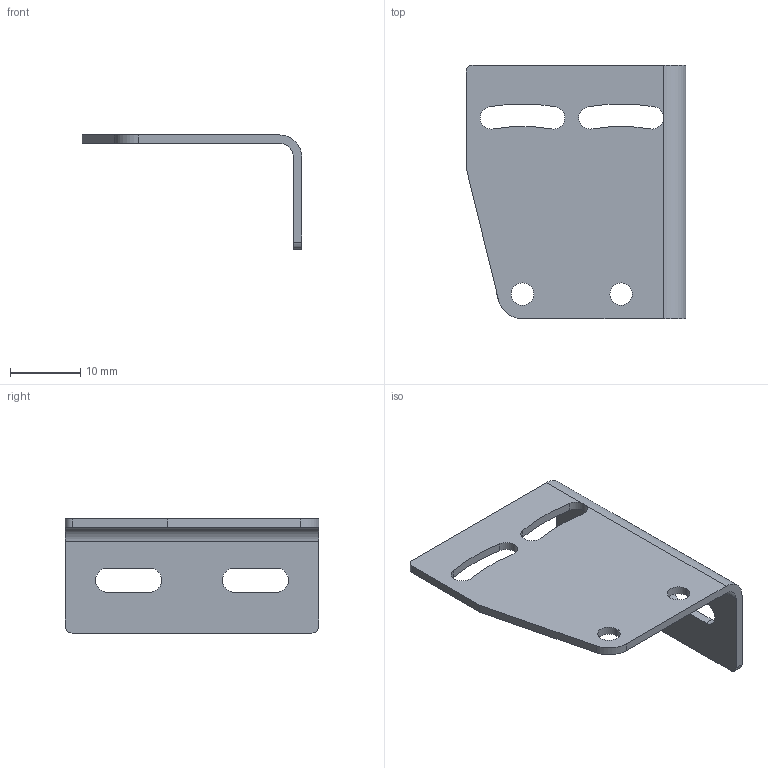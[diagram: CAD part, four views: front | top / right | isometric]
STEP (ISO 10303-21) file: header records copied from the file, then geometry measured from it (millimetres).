
FILE_DESCRIPTION (( 'STEP AP214' ), '1' );
FILE_NAME ('ST102.step', '2018-04-12T21:15:49', ( '' ), ( '' ), 'SwSTEP 2.0', 'SolidWorks 2017', '' );
FILE_SCHEMA (( 'AUTOMOTIVE_DESIGN' ));
Length unit declared in the file: inch
Products named in the file (1): ST102
Bounding box: 31.2 x 36 x 16.2 mm (x, y, z)
Volume: 1700.1 mm3; surface area: 3165.3 mm2
Topology: 1 solids, 1 shells, 37 faces, 111 edges, 74 vertices
Faces by surface type: cylinder 24, plane 13
Entity records: 1341 total; most frequent: DIRECTION 235, CARTESIAN_POINT 229, ORIENTED_EDGE 222, EDGE_CURVE 111, AXIS2_PLACEMENT_3D 88, VERTEX_POINT 74, LINE 59, VECTOR 59
